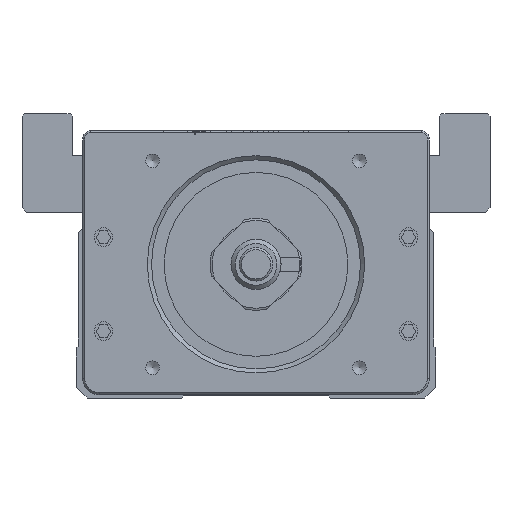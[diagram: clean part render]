
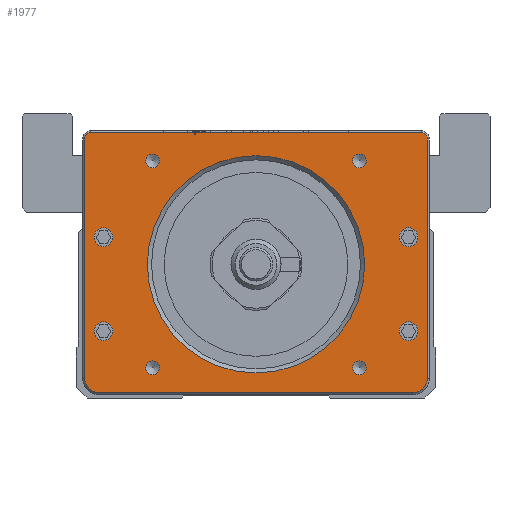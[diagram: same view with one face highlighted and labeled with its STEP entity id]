
A CAD part, front view. The second image highlights one B-rep face of the part: STEP entity #1977.
In plain terms, the highlighted planar face has unit normal (0, -1, 0).
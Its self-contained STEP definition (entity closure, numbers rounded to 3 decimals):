
#1977=ADVANCED_FACE('',(#5057,#5058,#5059,#5060,#5061,#5062,#5063,#5064,
#5065,#5066),#3345,.F.);
#3345=PLANE('',#24658);
#4303=CIRCLE('',#24645,26.);
#4304=CIRCLE('',#24646,1.65);
#4305=CIRCLE('',#24647,1.65);
#4306=CIRCLE('',#24648,1.65);
#4307=CIRCLE('',#24649,1.65);
#4308=CIRCLE('',#24650,1.5);
#4309=CIRCLE('',#24651,1.5);
#4310=CIRCLE('',#24652,3.5);
#4311=CIRCLE('',#24653,3.5);
#4312=CIRCLE('',#24654,2.25);
#4313=CIRCLE('',#24655,2.25);
#4314=CIRCLE('',#24656,2.25);
#4315=CIRCLE('',#24657,2.25);
#5057=FACE_BOUND('',#6019,.T.);
#5058=FACE_BOUND('',#6020,.T.);
#5059=FACE_BOUND('',#6021,.T.);
#5060=FACE_BOUND('',#6022,.T.);
#5061=FACE_BOUND('',#6023,.T.);
#5062=FACE_BOUND('',#6024,.T.);
#5063=FACE_BOUND('',#6025,.T.);
#5064=FACE_BOUND('',#6026,.T.);
#5065=FACE_BOUND('',#6027,.T.);
#5066=FACE_BOUND('',#6028,.T.);
#6019=EDGE_LOOP('',(#8369));
#6020=EDGE_LOOP('',(#8370));
#6021=EDGE_LOOP('',(#8371));
#6022=EDGE_LOOP('',(#8372));
#6023=EDGE_LOOP('',(#8373));
#6024=EDGE_LOOP('',(#8374,#8375,#8376,#8377,#8378,#8379,#8380,#8381));
#6025=EDGE_LOOP('',(#8382));
#6026=EDGE_LOOP('',(#8383));
#6027=EDGE_LOOP('',(#8384));
#6028=EDGE_LOOP('',(#8385));
#8369=ORIENTED_EDGE('',*,*,#17057,.T.);
#8370=ORIENTED_EDGE('',*,*,#17058,.T.);
#8371=ORIENTED_EDGE('',*,*,#17059,.T.);
#8372=ORIENTED_EDGE('',*,*,#17060,.T.);
#8373=ORIENTED_EDGE('',*,*,#17061,.T.);
#8374=ORIENTED_EDGE('',*,*,#17062,.T.);
#8375=ORIENTED_EDGE('',*,*,#17063,.T.);
#8376=ORIENTED_EDGE('',*,*,#17064,.T.);
#8377=ORIENTED_EDGE('',*,*,#17065,.T.);
#8378=ORIENTED_EDGE('',*,*,#17066,.T.);
#8379=ORIENTED_EDGE('',*,*,#17067,.T.);
#8380=ORIENTED_EDGE('',*,*,#17068,.T.);
#8381=ORIENTED_EDGE('',*,*,#17069,.T.);
#8382=ORIENTED_EDGE('',*,*,#17070,.T.);
#8383=ORIENTED_EDGE('',*,*,#17071,.T.);
#8384=ORIENTED_EDGE('',*,*,#17072,.T.);
#8385=ORIENTED_EDGE('',*,*,#17073,.T.);
#14700=VERTEX_POINT('',#34669);
#14701=VERTEX_POINT('',#34671);
#14702=VERTEX_POINT('',#34673);
#14703=VERTEX_POINT('',#34675);
#14704=VERTEX_POINT('',#34677);
#14705=VERTEX_POINT('',#34679);
#14706=VERTEX_POINT('',#34680);
#14707=VERTEX_POINT('',#34682);
#14708=VERTEX_POINT('',#34684);
#14709=VERTEX_POINT('',#34686);
#14710=VERTEX_POINT('',#34688);
#14711=VERTEX_POINT('',#34690);
#14712=VERTEX_POINT('',#34692);
#14713=VERTEX_POINT('',#34695);
#14714=VERTEX_POINT('',#34697);
#14715=VERTEX_POINT('',#34699);
#14716=VERTEX_POINT('',#34701);
#17057=EDGE_CURVE('',#14700,#14700,#4303,.T.);
#17058=EDGE_CURVE('',#14701,#14701,#4304,.T.);
#17059=EDGE_CURVE('',#14702,#14702,#4305,.T.);
#17060=EDGE_CURVE('',#14703,#14703,#4306,.T.);
#17061=EDGE_CURVE('',#14704,#14704,#4307,.T.);
#17062=EDGE_CURVE('',#14705,#14706,#20139,.T.);
#17063=EDGE_CURVE('',#14706,#14707,#4308,.T.);
#17064=EDGE_CURVE('',#14707,#14708,#20140,.T.);
#17065=EDGE_CURVE('',#14708,#14709,#4309,.T.);
#17066=EDGE_CURVE('',#14709,#14710,#20141,.T.);
#17067=EDGE_CURVE('',#14710,#14711,#4310,.T.);
#17068=EDGE_CURVE('',#14711,#14712,#20142,.T.);
#17069=EDGE_CURVE('',#14712,#14705,#4311,.T.);
#17070=EDGE_CURVE('',#14713,#14713,#4312,.T.);
#17071=EDGE_CURVE('',#14714,#14714,#4313,.T.);
#17072=EDGE_CURVE('',#14715,#14715,#4314,.T.);
#17073=EDGE_CURVE('',#14716,#14716,#4315,.T.);
#20139=LINE('',#34678,#22430);
#20140=LINE('',#34683,#22431);
#20141=LINE('',#34687,#22432);
#20142=LINE('',#34691,#22433);
#22430=VECTOR('',#27365,1.);
#22431=VECTOR('',#27368,1.);
#22432=VECTOR('',#27371,1.);
#22433=VECTOR('',#27374,1.);
#24645=AXIS2_PLACEMENT_3D('',#34668,#27355,#27356);
#24646=AXIS2_PLACEMENT_3D('',#34670,#27357,#27358);
#24647=AXIS2_PLACEMENT_3D('',#34672,#27359,#27360);
#24648=AXIS2_PLACEMENT_3D('',#34674,#27361,#27362);
#24649=AXIS2_PLACEMENT_3D('',#34676,#27363,#27364);
#24650=AXIS2_PLACEMENT_3D('',#34681,#27366,#27367);
#24651=AXIS2_PLACEMENT_3D('',#34685,#27369,#27370);
#24652=AXIS2_PLACEMENT_3D('',#34689,#27372,#27373);
#24653=AXIS2_PLACEMENT_3D('',#34693,#27375,#27376);
#24654=AXIS2_PLACEMENT_3D('',#34694,#27377,#27378);
#24655=AXIS2_PLACEMENT_3D('',#34696,#27379,#27380);
#24656=AXIS2_PLACEMENT_3D('',#34698,#27381,#27382);
#24657=AXIS2_PLACEMENT_3D('',#34700,#27383,#27384);
#24658=AXIS2_PLACEMENT_3D('',#34702,#27385,#27386);
#27355=DIRECTION('',(0.,1.,0.));
#27356=DIRECTION('',(0.,0.,1.));
#27357=DIRECTION('',(0.,1.,0.));
#27358=DIRECTION('',(0.,0.,1.));
#27359=DIRECTION('',(0.,1.,0.));
#27360=DIRECTION('',(0.,0.,1.));
#27361=DIRECTION('',(0.,1.,0.));
#27362=DIRECTION('',(0.,0.,1.));
#27363=DIRECTION('',(0.,1.,0.));
#27364=DIRECTION('',(0.,0.,1.));
#27365=DIRECTION('',(0.,0.,1.));
#27366=DIRECTION('',(0.,-1.,0.));
#27367=DIRECTION('',(0.,0.,1.));
#27368=DIRECTION('',(-1.,0.,0.));
#27369=DIRECTION('',(0.,-1.,0.));
#27370=DIRECTION('',(0.,0.,1.));
#27371=DIRECTION('',(0.,0.,-1.));
#27372=DIRECTION('',(0.,-1.,0.));
#27373=DIRECTION('',(0.,0.,1.));
#27374=DIRECTION('',(1.,0.,0.));
#27375=DIRECTION('',(0.,-1.,0.));
#27376=DIRECTION('',(0.,0.,1.));
#27377=DIRECTION('',(0.,1.,0.));
#27378=DIRECTION('',(0.,0.,1.));
#27379=DIRECTION('',(0.,1.,0.));
#27380=DIRECTION('',(0.,0.,1.));
#27381=DIRECTION('',(0.,1.,0.));
#27382=DIRECTION('',(0.,0.,1.));
#27383=DIRECTION('',(0.,1.,0.));
#27384=DIRECTION('',(0.,0.,1.));
#27385=DIRECTION('',(0.,1.,0.));
#27386=DIRECTION('',(0.,0.,-1.));
#34668=CARTESIAN_POINT('',(0.,-236.633,32.));
#34669=CARTESIAN_POINT('',(0.,-236.633,58.));
#34670=CARTESIAN_POINT('',(-24.749,-236.633,56.749));
#34671=CARTESIAN_POINT('',(-24.749,-236.633,58.399));
#34672=CARTESIAN_POINT('',(-24.749,-236.633,7.251));
#34673=CARTESIAN_POINT('',(-24.749,-236.633,8.901));
#34674=CARTESIAN_POINT('',(24.749,-236.633,7.251));
#34675=CARTESIAN_POINT('',(24.749,-236.633,8.901));
#34676=CARTESIAN_POINT('',(24.749,-236.633,56.749));
#34677=CARTESIAN_POINT('',(24.749,-236.633,58.399));
#34678=CARTESIAN_POINT('',(41.,-236.633,60.));
#34679=CARTESIAN_POINT('',(41.,-236.633,4.8));
#34680=CARTESIAN_POINT('',(41.,-236.633,62.));
#34681=CARTESIAN_POINT('',(39.5,-236.633,62.));
#34682=CARTESIAN_POINT('',(39.5,-236.633,63.5));
#34683=CARTESIAN_POINT('',(39.,-236.633,63.5));
#34684=CARTESIAN_POINT('',(-39.5,-236.633,63.5));
#34685=CARTESIAN_POINT('',(-39.5,-236.633,62.));
#34686=CARTESIAN_POINT('',(-41.,-236.633,62.));
#34687=CARTESIAN_POINT('',(-41.,-236.633,60.));
#34688=CARTESIAN_POINT('',(-41.,-236.633,4.8));
#34689=CARTESIAN_POINT('',(-37.5,-236.633,4.8));
#34690=CARTESIAN_POINT('',(-37.5,-236.633,1.3));
#34691=CARTESIAN_POINT('',(39.,-236.633,1.3));
#34692=CARTESIAN_POINT('',(37.5,-236.633,1.3));
#34693=CARTESIAN_POINT('',(37.5,-236.633,4.8));
#34694=CARTESIAN_POINT('',(-36.5,-236.633,38.5));
#34695=CARTESIAN_POINT('',(-36.5,-236.633,40.75));
#34696=CARTESIAN_POINT('',(-36.5,-236.633,16.));
#34697=CARTESIAN_POINT('',(-36.5,-236.633,18.25));
#34698=CARTESIAN_POINT('',(36.5,-236.633,38.5));
#34699=CARTESIAN_POINT('',(36.5,-236.633,40.75));
#34700=CARTESIAN_POINT('',(36.5,-236.633,16.));
#34701=CARTESIAN_POINT('',(36.5,-236.633,18.25));
#34702=CARTESIAN_POINT('',(39.,-236.633,60.));
